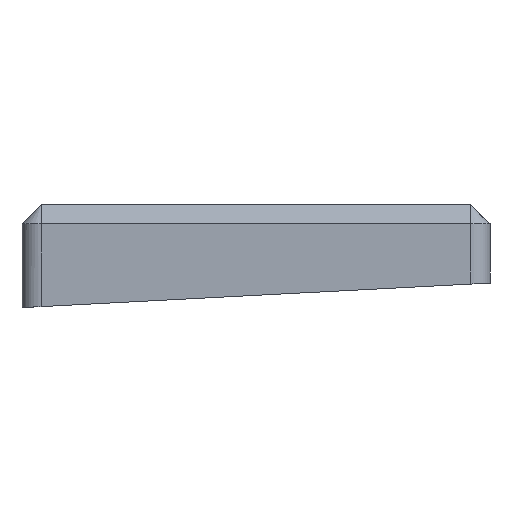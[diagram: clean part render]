
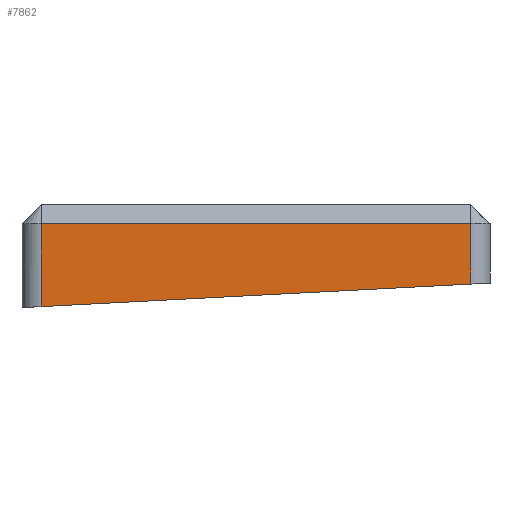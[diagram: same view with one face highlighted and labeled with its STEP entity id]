
A CAD part, left-side view. The second image highlights one B-rep face of the part: STEP entity #7862.
In plain terms, the highlighted planar face has unit normal (-1, 0, 0).
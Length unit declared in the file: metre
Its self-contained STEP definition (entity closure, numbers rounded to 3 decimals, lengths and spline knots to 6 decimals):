
#653=ORIENTED_EDGE('',*,*,#2920,.T.);
#654=ORIENTED_EDGE('',*,*,#2921,.T.);
#655=ORIENTED_EDGE('',*,*,#2922,.T.);
#656=ORIENTED_EDGE('',*,*,#2906,.F.);
#2906=EDGE_CURVE('',#4033,#4034,#4712,.T.);
#2920=EDGE_CURVE('',#4033,#4045,#4721,.T.);
#2921=EDGE_CURVE('',#4045,#4046,#4722,.T.);
#2922=EDGE_CURVE('',#4046,#4034,#4723,.F.);
#4033=VERTEX_POINT('',#11836);
#4034=VERTEX_POINT('',#11837);
#4045=VERTEX_POINT('',#11867);
#4046=VERTEX_POINT('',#11869);
#4712=LINE('',#11835,#5632);
#4721=LINE('',#11866,#5641);
#4722=LINE('',#11868,#5642);
#4723=LINE('',#11870,#5643);
#5632=VECTOR('',#9372,1.);
#5641=VECTOR('',#9393,1.);
#5642=VECTOR('',#9394,1.);
#5643=VECTOR('',#9395,1.);
#6401=EDGE_LOOP('',(#653,#654,#655,#656));
#6959=FACE_BOUND('',#6401,.T.);
#7499=PLANE('',#8421);
#7862=ADVANCED_FACE('',(#6959),#7499,.T.);
#8421=AXIS2_PLACEMENT_3D('',#11865,#9391,#9392);
#9372=DIRECTION('',(0.,0.999,-0.052));
#9391=DIRECTION('',(-1.,0.,0.));
#9392=DIRECTION('',(0.,-1.,0.));
#9393=DIRECTION('',(0.,0.,1.));
#9394=DIRECTION('',(0.,1.,0.));
#9395=DIRECTION('',(0.,0.,1.));
#11835=CARTESIAN_POINT('',(-0.010675,0.045244,-0.02358));
#11836=CARTESIAN_POINT('',(-0.010675,-0.010438,-0.020662));
#11837=CARTESIAN_POINT('',(-0.010675,0.100925,-0.026498));
#11865=CARTESIAN_POINT('',(-0.010675,0.045244,-0.0078));
#11866=CARTESIAN_POINT('',(-0.010675,-0.010438,-0.0078));
#11867=CARTESIAN_POINT('',(-0.010675,-0.010438,-0.005));
#11868=CARTESIAN_POINT('',(-0.010675,0.045244,-0.005));
#11869=CARTESIAN_POINT('',(-0.010675,0.100925,-0.005));
#11870=CARTESIAN_POINT('',(-0.010675,0.100925,-0.02676));
